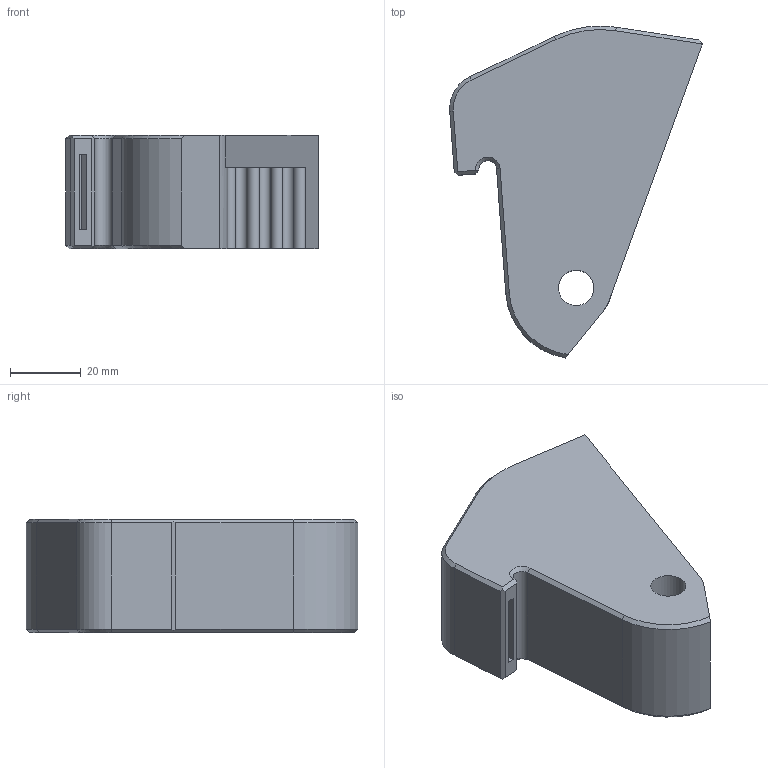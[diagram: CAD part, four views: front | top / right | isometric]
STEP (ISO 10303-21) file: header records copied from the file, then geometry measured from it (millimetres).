
FILE_DESCRIPTION(/* description */ (''),/* implementation_level */ '2;1');
FILE_NAME(/* name */ 'coinholder.stp',/* time_stamp */ '2022-05-02T15:54:13+02:00',/* author */ ('ruben'),/* organization */ (''),/* preprocessor_version */ 'ST-DEVELOPER v18.1',/* originating_system */ 'Autodesk Inventor 2022',/* authorisation */ '');
FILE_SCHEMA (('AUTOMOTIVE_DESIGN { 1 0 10303 214 3 1 1 }'));
Length unit declared in the file: millimetre
Products named in the file (1): Coinholder
Bounding box: 71.41 x 93.85 x 32 mm (x, y, z)
Volume: 74588.8 mm3; surface area: 20061.2 mm2
Topology: 1 solids, 1 shells, 60 faces, 157 edges, 100 vertices
Faces by surface type: plane 32, cylinder 20, cone 8
Full cylindrical faces by diameter (mm): 10 x1
Entity records: 1892 total; most frequent: DIRECTION 326, CARTESIAN_POINT 323, ORIENTED_EDGE 314, EDGE_CURVE 157, AXIS2_PLACEMENT_3D 110, LINE 106, VECTOR 106, VERTEX_POINT 100
